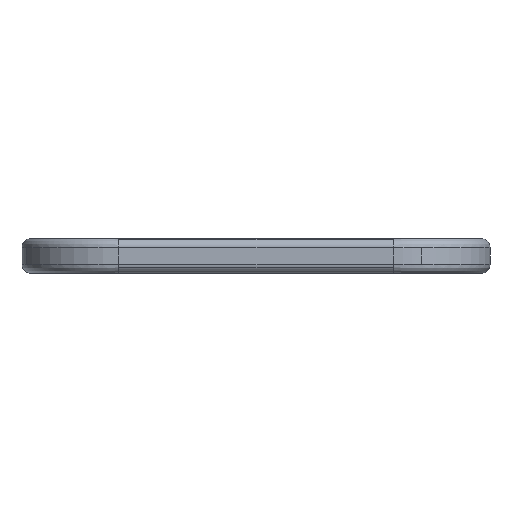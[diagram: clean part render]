
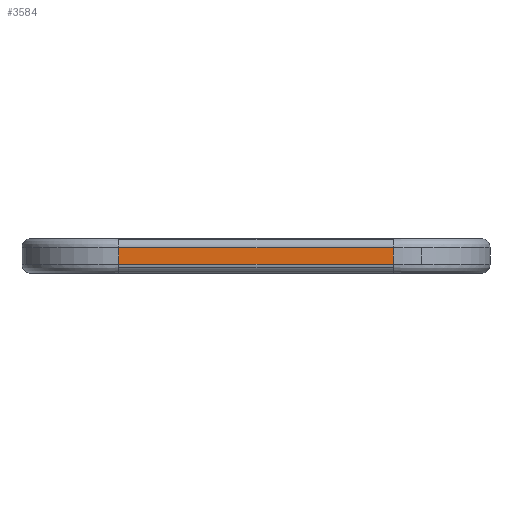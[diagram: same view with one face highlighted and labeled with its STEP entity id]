
A CAD part, front view. The second image highlights one B-rep face of the part: STEP entity #3584.
In plain terms, the highlighted planar face has unit normal (0, -1, 0).
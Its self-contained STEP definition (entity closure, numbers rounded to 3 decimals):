
#275=CARTESIAN_POINT('',(15.825,-26.95,0.975));
#276=VERTEX_POINT('',#275);
#284=CARTESIAN_POINT('',(15.825,-26.95,-0.975));
#285=VERTEX_POINT('',#284);
#286=CARTESIAN_POINT('',(15.825,-26.95,0.975));
#287=DIRECTION('',(0.0,0.0,-1.0));
#288=VECTOR('',#287,1.95);
#289=LINE('',#286,#288);
#290=EDGE_CURVE('',#276,#285,#289,.T.);
#815=CARTESIAN_POINT('',(-15.825,-26.95,0.975));
#816=VERTEX_POINT('',#815);
#824=CARTESIAN_POINT('',(-15.825,-26.95,0.975));
#825=DIRECTION('',(1.0,0.0,0.0));
#826=VECTOR('',#825,31.65);
#827=LINE('',#824,#826);
#828=EDGE_CURVE('',#816,#276,#827,.T.);
#3363=CARTESIAN_POINT('',(-15.825,-26.95,-0.975));
#3364=VERTEX_POINT('',#3363);
#3372=CARTESIAN_POINT('',(-15.825,-26.95,0.975));
#3373=DIRECTION('',(0.0,0.0,-1.0));
#3374=VECTOR('',#3373,1.95);
#3375=LINE('',#3372,#3374);
#3376=EDGE_CURVE('',#816,#3364,#3375,.T.);
#3568=CARTESIAN_POINT('',(0.,-26.95,0.));
#3569=DIRECTION('',(0.0,1.0,0.0));
#3570=DIRECTION('',(0.0,0.0,1.0));
#3571=AXIS2_PLACEMENT_3D('',#3568,#3569,#3570);
#3572=PLANE('',#3571);
#3573=CARTESIAN_POINT('',(15.825,-26.95,-0.975));
#3574=DIRECTION('',(-1.0,0.0,0.0));
#3575=VECTOR('',#3574,31.65);
#3576=LINE('',#3573,#3575);
#3577=EDGE_CURVE('',#285,#3364,#3576,.T.);
#3578=ORIENTED_EDGE('',*,*,#3577,.F.);
#3579=ORIENTED_EDGE('',*,*,#290,.F.);
#3580=ORIENTED_EDGE('',*,*,#828,.F.);
#3581=ORIENTED_EDGE('',*,*,#3376,.T.);
#3582=EDGE_LOOP('',(#3578,#3579,#3580,#3581));
#3583=FACE_OUTER_BOUND('',#3582,.T.);
#3584=ADVANCED_FACE('',(#3583),#3572,.F.);
